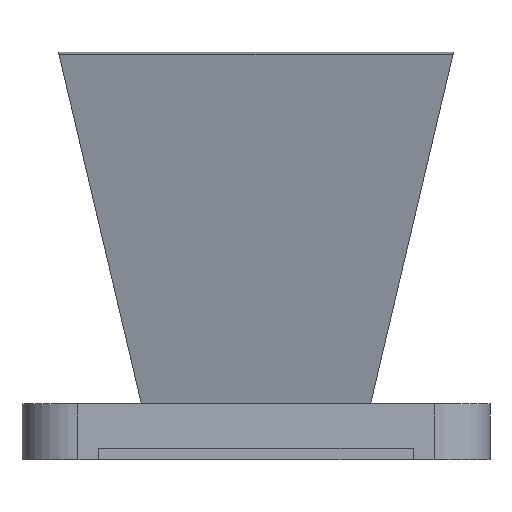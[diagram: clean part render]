
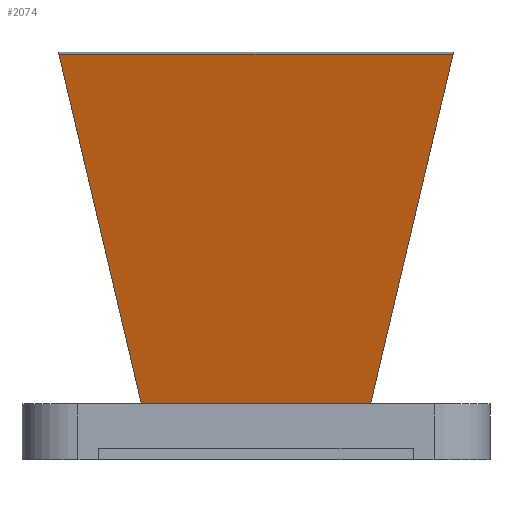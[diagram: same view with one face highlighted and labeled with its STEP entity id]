
A CAD part, front view. The second image highlights one B-rep face of the part: STEP entity #2074.
In plain terms, the highlighted planar face has unit normal (0, -0.973, -0.231).
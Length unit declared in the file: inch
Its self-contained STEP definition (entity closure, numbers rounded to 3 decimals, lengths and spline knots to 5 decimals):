
#4 = CARTESIAN_POINT ( 'NONE',  ( -1.045, -0.63286, 1.811 ) ) ;
#36 = VERTEX_POINT ( 'NONE', #1151 ) ;
#84 = DIRECTION ( 'NONE',  ( 0., 0.231, -0.973 ) ) ;
#116 = CARTESIAN_POINT ( 'NONE',  ( 0.512, -0.262, 0.25 ) ) ;
#369 = ORIENTED_EDGE ( 'NONE', *, *, #1725, .T. ) ;
#433 = LINE ( 'NONE', #4, #2325 ) ;
#451 = CARTESIAN_POINT ( 'NONE',  ( -0.512, -0.262, 0.25 ) ) ;
#455 = VECTOR ( 'NONE', #2426, 39.37008 ) ;
#529 = AXIS2_PLACEMENT_3D ( 'NONE', #2046, #1658, #84 ) ;
#611 = CARTESIAN_POINT ( 'NONE',  ( -0.17067, -0.262, 0.25 ) ) ;
#785 = VECTOR ( 'NONE', #1045, 39.37008 ) ;
#807 = CARTESIAN_POINT ( 'NONE',  ( 0.87988, -0.63286, 1.811 ) ) ;
#945 = FACE_OUTER_BOUND ( 'NONE', #1304, .T. ) ;
#1014 = ORIENTED_EDGE ( 'NONE', *, *, #1542, .F. ) ;
#1045 = DIRECTION ( 'NONE',  ( 0.223, -0.225, 0.948 ) ) ;
#1151 = CARTESIAN_POINT ( 'NONE',  ( -0.87988, -0.63286, 1.811 ) ) ;
#1193 = B_SPLINE_CURVE_WITH_KNOTS ( 'NONE', 3,
 ( #1286, #2538, #611, #1463 ),
 .UNSPECIFIED., .F., .F.,
 ( 4, 4 ),
 ( 0., 1. ),
 .UNSPECIFIED. ) ;
#1286 = CARTESIAN_POINT ( 'NONE',  ( 0.512, -0.262, 0.25 ) ) ;
#1304 = EDGE_LOOP ( 'NONE', ( #369, #2311, #1014, #2388 ) ) ;
#1463 = CARTESIAN_POINT ( 'NONE',  ( -0.512, -0.262, 0.25 ) ) ;
#1542 = EDGE_CURVE ( 'NONE', #1704, #36, #2627, .T. ) ;
#1576 = DIRECTION ( 'NONE',  ( 1., 0., 0. ) ) ;
#1603 = PLANE ( 'NONE',  #529 ) ;
#1658 = DIRECTION ( 'NONE',  ( 0., 0.973, 0.231 ) ) ;
#1686 = EDGE_CURVE ( 'NONE', #2799, #1704, #1193, .T. ) ;
#1704 = VERTEX_POINT ( 'NONE', #1887 ) ;
#1725 = EDGE_CURVE ( 'NONE', #2799, #2436, #2550, .T. ) ;
#1729 = CARTESIAN_POINT ( 'NONE',  ( 0.512, -0.262, 0.25 ) ) ;
#1848 = EDGE_CURVE ( 'NONE', #36, #2436, #433, .T. ) ;
#1887 = CARTESIAN_POINT ( 'NONE',  ( -0.512, -0.262, 0.25 ) ) ;
#2046 = CARTESIAN_POINT ( 'NONE',  ( 0., -0.19178, -0.04556 ) ) ;
#2074 = ADVANCED_FACE ( 'NONE', ( #945 ), #1603, .F. ) ;
#2311 = ORIENTED_EDGE ( 'NONE', *, *, #1848, .F. ) ;
#2325 = VECTOR ( 'NONE', #1576, 39.37008 ) ;
#2388 = ORIENTED_EDGE ( 'NONE', *, *, #1686, .F. ) ;
#2426 = DIRECTION ( 'NONE',  ( -0.223, -0.225, 0.948 ) ) ;
#2436 = VERTEX_POINT ( 'NONE', #807 ) ;
#2538 = CARTESIAN_POINT ( 'NONE',  ( 0.17067, -0.262, 0.25 ) ) ;
#2550 = LINE ( 'NONE', #1729, #785 ) ;
#2627 = LINE ( 'NONE', #451, #455 ) ;
#2799 = VERTEX_POINT ( 'NONE', #116 ) ;
